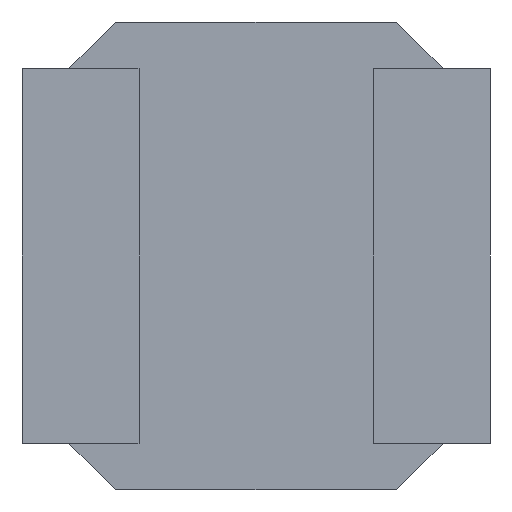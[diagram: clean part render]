
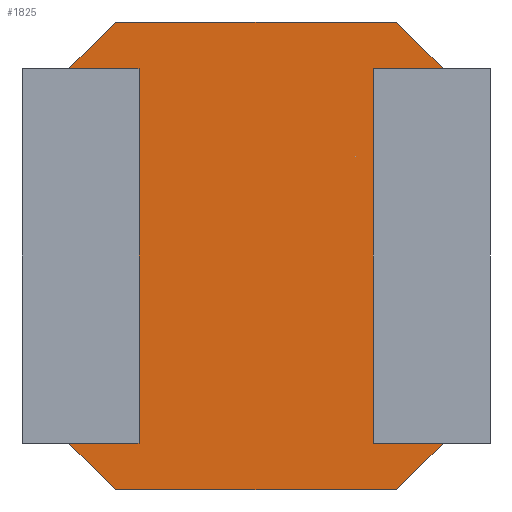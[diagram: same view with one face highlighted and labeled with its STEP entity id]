
A CAD part, front view. The second image highlights one B-rep face of the part: STEP entity #1825.
In plain terms, the highlighted planar face has unit normal (0, -1, 0).
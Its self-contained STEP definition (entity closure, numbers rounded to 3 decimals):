
#2 = EDGE_CURVE ( 'NONE', #1887, #1116, #1378, .T. ) ;
#52 = CARTESIAN_POINT ( 'NONE',  ( -2.5, 0.1, 2. ) ) ;
#84 = PLANE ( 'NONE',  #2579 ) ;
#99 = ORIENTED_EDGE ( 'NONE', *, *, #1109, .F. ) ;
#177 = CARTESIAN_POINT ( 'NONE',  ( -1.5, 0.1, 2.5 ) ) ;
#218 = VERTEX_POINT ( 'NONE', #3092 ) ;
#371 = CARTESIAN_POINT ( 'NONE',  ( 2.5, 0.1, -2. ) ) ;
#401 = EDGE_CURVE ( 'NONE', #1768, #1882, #1411, .T. ) ;
#450 = ORIENTED_EDGE ( 'NONE', *, *, #851, .F. ) ;
#462 = ORIENTED_EDGE ( 'NONE', *, *, #1648, .F. ) ;
#572 = VERTEX_POINT ( 'NONE', #798 ) ;
#587 = DIRECTION ( 'NONE',  ( 0., 1., 0. ) ) ;
#603 = DIRECTION ( 'NONE',  ( 0., 0., 1. ) ) ;
#612 = VERTEX_POINT ( 'NONE', #1187 ) ;
#653 = LINE ( 'NONE', #1655, #2782 ) ;
#770 = VECTOR ( 'NONE', #2722, 1000. ) ;
#775 = VERTEX_POINT ( 'NONE', #1066 ) ;
#798 = CARTESIAN_POINT ( 'NONE',  ( -2., 0.1, -2. ) ) ;
#802 = VERTEX_POINT ( 'NONE', #1575 ) ;
#833 = ORIENTED_EDGE ( 'NONE', *, *, #1277, .F. ) ;
#851 = EDGE_CURVE ( 'NONE', #775, #2167, #2688, .T. ) ;
#907 = CARTESIAN_POINT ( 'NONE',  ( 2., 0.1, 2. ) ) ;
#909 = CARTESIAN_POINT ( 'NONE',  ( 1.5, 0.1, 2.5 ) ) ;
#913 = DIRECTION ( 'NONE',  ( -0.707, 0., -0.707 ) ) ;
#973 = CARTESIAN_POINT ( 'NONE',  ( -1.5, 0.1, -2.5 ) ) ;
#1035 = EDGE_CURVE ( 'NONE', #2167, #1065, #2257, .T. ) ;
#1062 = DIRECTION ( 'NONE',  ( 0., 0., -1. ) ) ;
#1065 = VERTEX_POINT ( 'NONE', #2982 ) ;
#1066 = CARTESIAN_POINT ( 'NONE',  ( -1.5, 0.1, 2.5 ) ) ;
#1071 = EDGE_CURVE ( 'NONE', #802, #775, #2293, .T. ) ;
#1081 = LINE ( 'NONE', #2848, #2210 ) ;
#1091 = ORIENTED_EDGE ( 'NONE', *, *, #3186, .F. ) ;
#1094 = LINE ( 'NONE', #371, #1487 ) ;
#1095 = VECTOR ( 'NONE', #1184, 1000. ) ;
#1109 = EDGE_CURVE ( 'NONE', #218, #1768, #1094, .T. ) ;
#1116 = VERTEX_POINT ( 'NONE', #1335 ) ;
#1137 = VERTEX_POINT ( 'NONE', #2073 ) ;
#1153 = LINE ( 'NONE', #2136, #1463 ) ;
#1179 = CARTESIAN_POINT ( 'NONE',  ( 1.5, 0.1, -2.5 ) ) ;
#1184 = DIRECTION ( 'NONE',  ( 1., 0., 0. ) ) ;
#1187 = CARTESIAN_POINT ( 'NONE',  ( -2.5, 0.1, -2. ) ) ;
#1193 = ORIENTED_EDGE ( 'NONE', *, *, #1035, .F. ) ;
#1249 = CARTESIAN_POINT ( 'NONE',  ( -2.5, 0.1, -2. ) ) ;
#1256 = EDGE_CURVE ( 'NONE', #572, #612, #653, .T. ) ;
#1277 = EDGE_CURVE ( 'NONE', #1882, #1887, #1153, .T. ) ;
#1335 = CARTESIAN_POINT ( 'NONE',  ( -1.5, 0.1, -2.5 ) ) ;
#1365 = ORIENTED_EDGE ( 'NONE', *, *, #2396, .F. ) ;
#1378 = LINE ( 'NONE', #973, #2380 ) ;
#1411 = LINE ( 'NONE', #2413, #1746 ) ;
#1463 = VECTOR ( 'NONE', #913, 1000. ) ;
#1487 = VECTOR ( 'NONE', #1062, 1000. ) ;
#1543 = ORIENTED_EDGE ( 'NONE', *, *, #1256, .F. ) ;
#1575 = CARTESIAN_POINT ( 'NONE',  ( -2., 0.1, 2. ) ) ;
#1576 = DIRECTION ( 'NONE',  ( -0.707, 0., 0.707 ) ) ;
#1646 = VECTOR ( 'NONE', #1706, 1000. ) ;
#1648 = EDGE_CURVE ( 'NONE', #1116, #572, #1081, .T. ) ;
#1655 = CARTESIAN_POINT ( 'NONE',  ( -2.5, 0.1, -2. ) ) ;
#1668 = DIRECTION ( 'NONE',  ( -1., 0., 0. ) ) ;
#1706 = DIRECTION ( 'NONE',  ( 0.707, 0., -0.707 ) ) ;
#1708 = LINE ( 'NONE', #907, #770 ) ;
#1746 = VECTOR ( 'NONE', #1668, 1000. ) ;
#1757 = EDGE_LOOP ( 'NONE', ( #2518, #99, #1365, #1193, #450, #2950, #2102, #1091, #1543, #462, #1760, #833 ) ) ;
#1760 = ORIENTED_EDGE ( 'NONE', *, *, #2, .F. ) ;
#1768 = VERTEX_POINT ( 'NONE', #2883 ) ;
#1825 = ADVANCED_FACE ( 'NONE', ( #2294 ), #84, .F. ) ;
#1835 = DIRECTION ( 'NONE',  ( 0.707, 0., 0.707 ) ) ;
#1882 = VERTEX_POINT ( 'NONE', #2388 ) ;
#1884 = DIRECTION ( 'NONE',  ( -1., 0., 0. ) ) ;
#1887 = VERTEX_POINT ( 'NONE', #1179 ) ;
#2038 = CARTESIAN_POINT ( 'NONE',  ( -2.5, 0.1, -2. ) ) ;
#2039 = LINE ( 'NONE', #52, #2867 ) ;
#2073 = CARTESIAN_POINT ( 'NONE',  ( -2.5, 0.1, 2. ) ) ;
#2102 = ORIENTED_EDGE ( 'NONE', *, *, #2453, .F. ) ;
#2136 = CARTESIAN_POINT ( 'NONE',  ( 1.5, 0.1, -2.5 ) ) ;
#2167 = VERTEX_POINT ( 'NONE', #909 ) ;
#2196 = DIRECTION ( 'NONE',  ( 0., 0., 1. ) ) ;
#2210 = VECTOR ( 'NONE', #1576, 1000. ) ;
#2257 = LINE ( 'NONE', #2482, #1646 ) ;
#2276 = DIRECTION ( 'NONE',  ( 1., 0., 0. ) ) ;
#2293 = LINE ( 'NONE', #2310, #2650 ) ;
#2294 = FACE_OUTER_BOUND ( 'NONE', #1757, .T. ) ;
#2310 = CARTESIAN_POINT ( 'NONE',  ( -2., 0.1, 2. ) ) ;
#2380 = VECTOR ( 'NONE', #2385, 1000. ) ;
#2385 = DIRECTION ( 'NONE',  ( -1., 0., 0. ) ) ;
#2388 = CARTESIAN_POINT ( 'NONE',  ( 2., 0.1, -2. ) ) ;
#2396 = EDGE_CURVE ( 'NONE', #1065, #218, #1708, .T. ) ;
#2413 = CARTESIAN_POINT ( 'NONE',  ( 2.5, 0.1, -2. ) ) ;
#2453 = EDGE_CURVE ( 'NONE', #1137, #802, #2039, .T. ) ;
#2482 = CARTESIAN_POINT ( 'NONE',  ( 1.5, 0.1, 2.5 ) ) ;
#2518 = ORIENTED_EDGE ( 'NONE', *, *, #401, .F. ) ;
#2579 = AXIS2_PLACEMENT_3D ( 'NONE', #2038, #587, #603 ) ;
#2589 = VECTOR ( 'NONE', #2196, 1000. ) ;
#2650 = VECTOR ( 'NONE', #1835, 1000. ) ;
#2688 = LINE ( 'NONE', #177, #1095 ) ;
#2722 = DIRECTION ( 'NONE',  ( 1., 0., 0. ) ) ;
#2782 = VECTOR ( 'NONE', #1884, 1000. ) ;
#2848 = CARTESIAN_POINT ( 'NONE',  ( -2., 0.1, -2. ) ) ;
#2867 = VECTOR ( 'NONE', #2276, 1000. ) ;
#2883 = CARTESIAN_POINT ( 'NONE',  ( 2.5, 0.1, -2. ) ) ;
#2937 = LINE ( 'NONE', #1249, #2589 ) ;
#2950 = ORIENTED_EDGE ( 'NONE', *, *, #1071, .F. ) ;
#2982 = CARTESIAN_POINT ( 'NONE',  ( 2., 0.1, 2. ) ) ;
#3092 = CARTESIAN_POINT ( 'NONE',  ( 2.5, 0.1, 2. ) ) ;
#3186 = EDGE_CURVE ( 'NONE', #612, #1137, #2937, .T. ) ;
